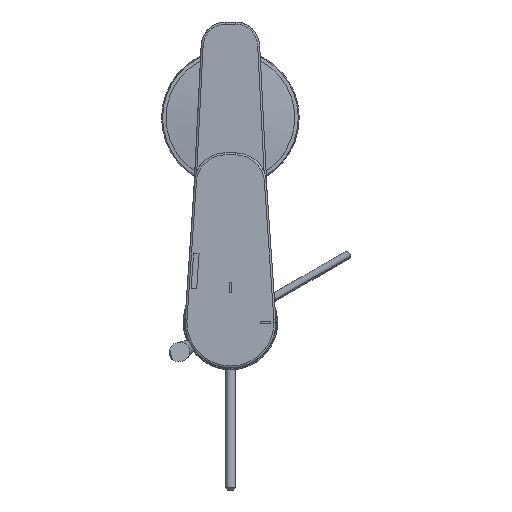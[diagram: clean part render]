
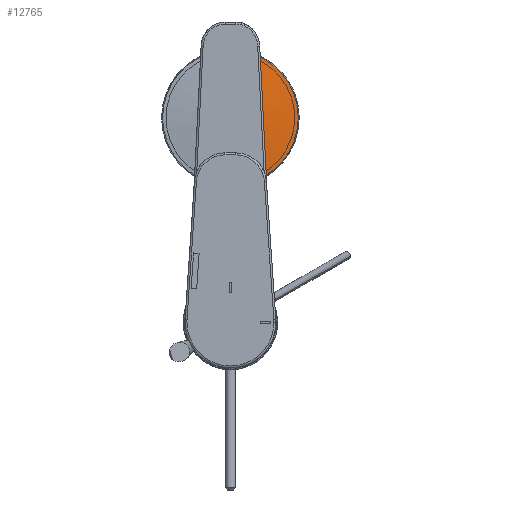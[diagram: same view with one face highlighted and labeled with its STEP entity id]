
A CAD part, front view. The second image highlights one B-rep face of the part: STEP entity #12765.
In plain terms, the highlighted conical face has half-angle 84.623 degrees and reference radius 33.75 mm.
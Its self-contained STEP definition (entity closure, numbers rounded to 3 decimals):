
#1289 = EDGE_CURVE ( 'NONE', #11010, #22172, #25092, .T. ) ;
#2506 = FACE_OUTER_BOUND ( 'NONE', #11532, .T. ) ;
#3534 = VECTOR ( 'NONE', #10827, 1000. ) ;
#4096 = CARTESIAN_POINT ( 'NONE',  ( 0., 66.686, -33.75 ) ) ;
#5263 = ORIENTED_EDGE ( 'NONE', *, *, #24163, .F. ) ;
#5728 = ORIENTED_EDGE ( 'NONE', *, *, #1289, .T. ) ;
#6163 = CARTESIAN_POINT ( 'NONE',  ( 0., 66.686, 33.75 ) ) ;
#6844 = DIRECTION ( 'NONE',  ( 0., -1., 0. ) ) ;
#7265 = VERTEX_POINT ( 'NONE', #6163 ) ;
#7465 = CARTESIAN_POINT ( 'NONE',  ( 0., 66.686, 0. ) ) ;
#7516 = VERTEX_POINT ( 'NONE', #27091 ) ;
#9400 = DIRECTION ( 'NONE',  ( 0., 0., -1. ) ) ;
#9908 = AXIS2_PLACEMENT_3D ( 'NONE', #19264, #24245, #19419 ) ;
#10827 = DIRECTION ( 'NONE',  ( 0., -0.094, -0.996 ) ) ;
#11010 = VERTEX_POINT ( 'NONE', #25620 ) ;
#11274 = AXIS2_PLACEMENT_3D ( 'NONE', #28767, #6844, #9400 ) ;
#11338 = CONICAL_SURFACE ( 'NONE', #29215, 33.75, 1.477 ) ;
#11532 = EDGE_LOOP ( 'NONE', ( #5728, #15745, #20996, #5263 ) ) ;
#12562 = VECTOR ( 'NONE', #16337, 1000. ) ;
#12765 = ADVANCED_FACE ( 'NONE', ( #2506 ), #11338, .T. ) ;
#15654 = EDGE_CURVE ( 'NONE', #7516, #7265, #19629, .T. ) ;
#15745 = ORIENTED_EDGE ( 'NONE', *, *, #29858, .T. ) ;
#16337 = DIRECTION ( 'NONE',  ( 0., -0.094, 0.996 ) ) ;
#17254 = DIRECTION ( 'NONE',  ( 0., -1., 0. ) ) ;
#19264 = CARTESIAN_POINT ( 'NONE',  ( 0., 66.686, 0. ) ) ;
#19419 = DIRECTION ( 'NONE',  ( 0., 0., -1. ) ) ;
#19629 = CIRCLE ( 'NONE', #9908, 33.75 ) ;
#20996 = ORIENTED_EDGE ( 'NONE', *, *, #15654, .F. ) ;
#21141 = CARTESIAN_POINT ( 'NONE',  ( 0., 66.686, 33.75 ) ) ;
#22056 = DIRECTION ( 'NONE',  ( 0., 0., -1. ) ) ;
#22172 = VERTEX_POINT ( 'NONE', #27017 ) ;
#24163 = EDGE_CURVE ( 'NONE', #11010, #7516, #30364, .T. ) ;
#24245 = DIRECTION ( 'NONE',  ( 0., -1., 0. ) ) ;
#25092 = CIRCLE ( 'NONE', #11274, 12.5 ) ;
#25620 = CARTESIAN_POINT ( 'NONE',  ( 0., 68.686, -12.5 ) ) ;
#27017 = CARTESIAN_POINT ( 'NONE',  ( 0., 68.686, 12.5 ) ) ;
#27091 = CARTESIAN_POINT ( 'NONE',  ( 0., 66.686, -33.75 ) ) ;
#28767 = CARTESIAN_POINT ( 'NONE',  ( 0., 68.686, 0. ) ) ;
#28792 = LINE ( 'NONE', #21141, #12562 ) ;
#29215 = AXIS2_PLACEMENT_3D ( 'NONE', #7465, #17254, #22056 ) ;
#29858 = EDGE_CURVE ( 'NONE', #22172, #7265, #28792, .T. ) ;
#30364 = LINE ( 'NONE', #4096, #3534 ) ;
